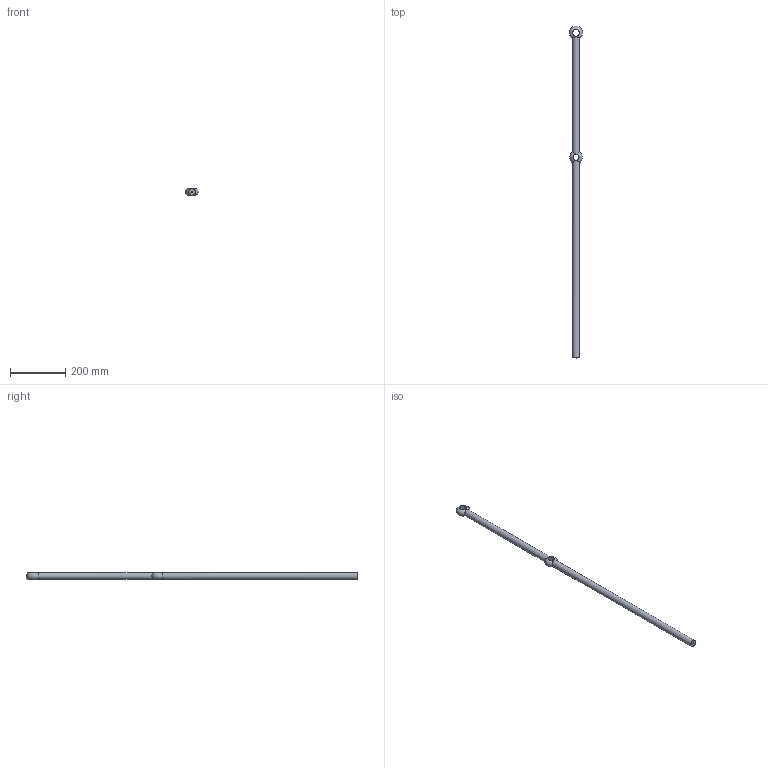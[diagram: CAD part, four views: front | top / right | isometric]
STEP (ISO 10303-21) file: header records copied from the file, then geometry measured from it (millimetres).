
FILE_DESCRIPTION (( 'STEP AP203' ), '1' );
FILE_NAME ('18530.step', '2021-11-24T15:34:35', ( '' ), ( '' ), 'SwSTEP 2.0', 'SolidWorks 2018', '' );
FILE_SCHEMA (( 'CONFIG_CONTROL_DESIGN' ));
Length unit declared in the file: millimetre
Products named in the file (2): 18530
Bounding box: 48.59 x 1199.97 x 25 mm (x, y, z)
Volume: 595849.9 mm3; surface area: 99907 mm2
Topology: 1 solids, 1 shells, 192 faces, 512 edges, 337 vertices
Faces by surface type: bspline 96, plane 89, cylinder 4, torus 3
Full cylindrical faces by diameter (mm): 22 x1, 25 x3
Entity records: 11457 total; most frequent: CARTESIAN_POINT 7198, ORIENTED_EDGE 1016, DIRECTION 513, EDGE_CURVE 508, VERTEX_POINT 337, VECTOR 303, LINE 303, EDGE_LOOP 215
